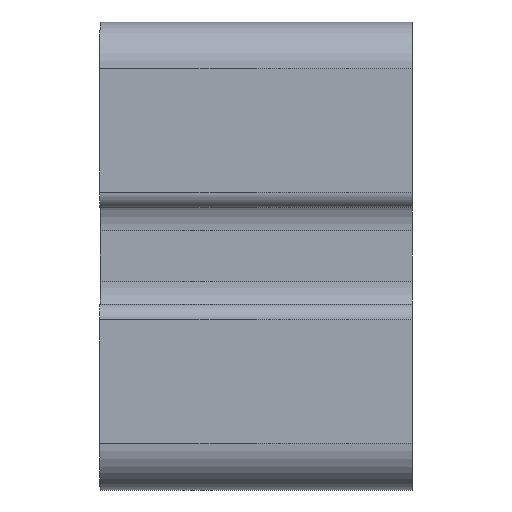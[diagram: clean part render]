
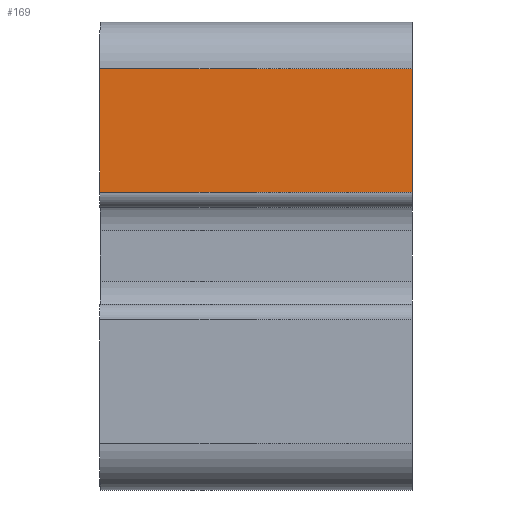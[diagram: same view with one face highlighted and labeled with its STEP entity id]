
A CAD part, left-side view. The second image highlights one B-rep face of the part: STEP entity #169.
In plain terms, the highlighted planar face has unit normal (-1, 0, 0).
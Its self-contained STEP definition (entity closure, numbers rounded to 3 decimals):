
#169=ADVANCED_FACE('',(#374),#375,.T.);
#374=FACE_OUTER_BOUND('',#612,.T.);
#375=PLANE('',#613);
#612=EDGE_LOOP('',(#1083,#1084,#1085,#1086));
#613=AXIS2_PLACEMENT_3D('',#1087,#1088,#1089);
#1083=ORIENTED_EDGE('',*,*,#1664,.T.);
#1084=ORIENTED_EDGE('',*,*,#1666,.T.);
#1085=ORIENTED_EDGE('',*,*,#1667,.F.);
#1086=ORIENTED_EDGE('',*,*,#1577,.T.);
#1087=CARTESIAN_POINT('',(-15.0,10.0,0.0));
#1088=DIRECTION('',(-1.0,0.0,0.0));
#1089=DIRECTION('',(0.0,0.0,-1.0));
#1577=EDGE_CURVE('',#1930,#1928,#1931,.T.);
#1664=EDGE_CURVE('',#1928,#2070,#2072,.T.);
#1666=EDGE_CURVE('',#2070,#2074,#2075,.T.);
#1667=EDGE_CURVE('',#1930,#2074,#2076,.T.);
#1928=VERTEX_POINT('',#2416);
#1930=VERTEX_POINT('',#2418);
#1931=LINE('',#2419,#2420);
#2070=VERTEX_POINT('',#2602);
#2072=LINE('',#2604,#2605);
#2074=VERTEX_POINT('',#2607);
#2075=LINE('',#2608,#2609);
#2076=LINE('',#2610,#2611);
#2416=CARTESIAN_POINT('',(-15.0,10.0,4.1));
#2418=CARTESIAN_POINT('',(-15.0,10.0,12.0));
#2419=CARTESIAN_POINT('',(-15.0,10.0,12.0));
#2420=VECTOR('',#2956,1.0);
#2602=CARTESIAN_POINT('',(-15.0,-10.0,4.1));
#2604=CARTESIAN_POINT('',(-15.0,10.0,4.1));
#2605=VECTOR('',#3081,1.0);
#2607=CARTESIAN_POINT('',(-15.0,-10.0,12.0));
#2608=CARTESIAN_POINT('',(-15.0,-10.0,12.0));
#2609=VECTOR('',#3082,1.0);
#2610=CARTESIAN_POINT('',(-15.0,10.0,12.0));
#2611=VECTOR('',#3083,1.0);
#2956=DIRECTION('',(0.0,0.0,-1.0));
#3081=DIRECTION('',(0.0,-1.0,0.0));
#3082=DIRECTION('',(0.0,0.0,1.0));
#3083=DIRECTION('',(0.0,-1.0,0.0));
